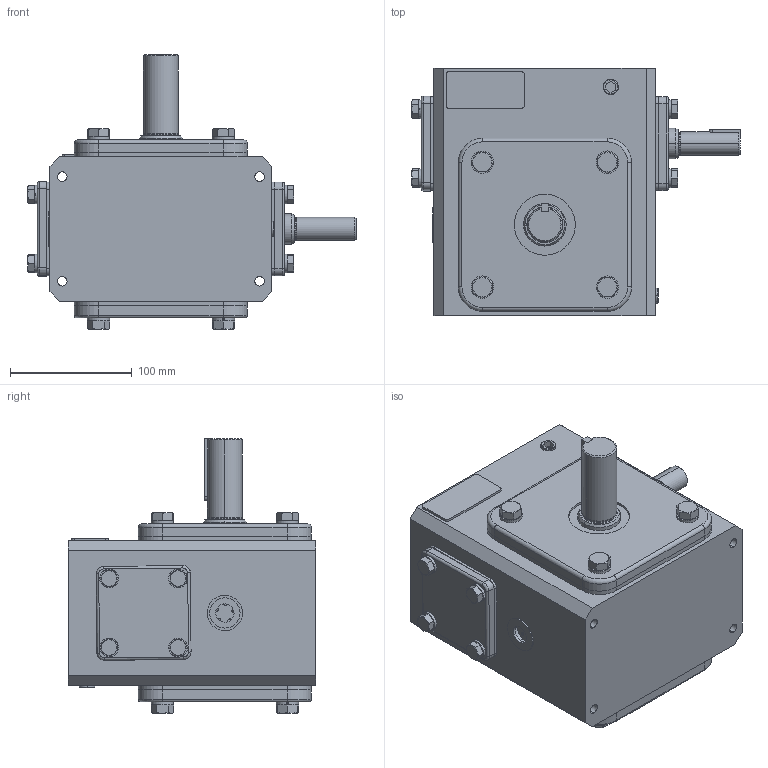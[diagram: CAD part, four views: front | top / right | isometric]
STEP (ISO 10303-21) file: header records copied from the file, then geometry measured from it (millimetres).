
FILE_DESCRIPTION (( 'STEP AP203' ), '1' );
FILE_NAME ('HdRS262-L.STEP', '2013-10-03T06:47:37', ( 'User' ), ( 'Chenta' ), 'SwSTEP 2.0', 'SolidWorks 2011', '' );
FILE_SCHEMA (( 'CONFIG_CONTROL_DESIGN' ));
Length unit declared in the file: millimetre
Products named in the file (1): HdRS262-L
Bounding box: 269.43 x 203.2 x 225.35 mm (x, y, z)
Surface area: 257955 mm2 (no closed solid volume)
Topology: 0 solids, 52 shells, 457 faces, 1291 edges, 894 vertices
Faces by surface type: plane 250, cylinder 127, cone 60, torus 20
Entity records: 15632 total; most frequent: CARTESIAN_POINT 3715, DIRECTION 2561, ORIENTED_EDGE 2131, EDGE_CURVE 1291, AXIS2_PLACEMENT_3D 916, VERTEX_POINT 894, VECTOR 729, LINE 729
